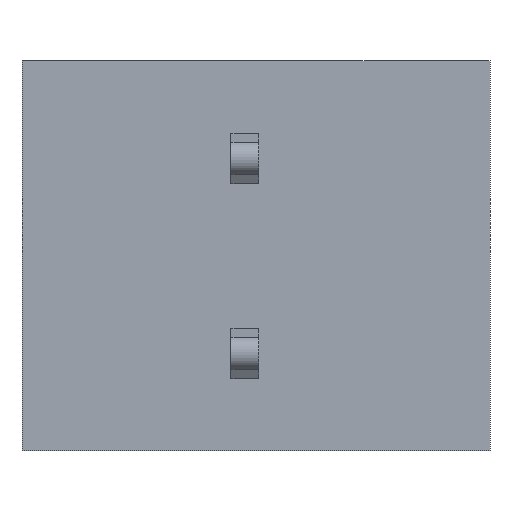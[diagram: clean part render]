
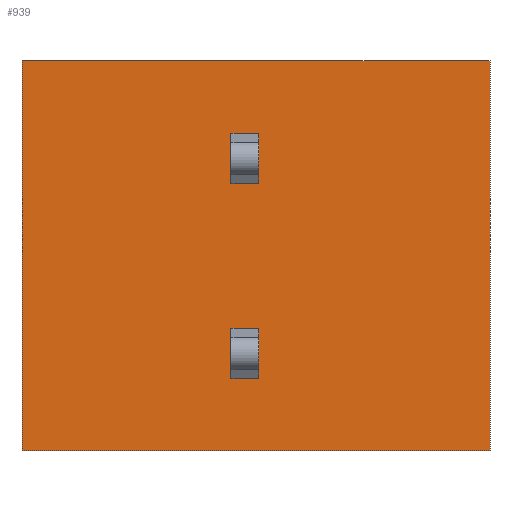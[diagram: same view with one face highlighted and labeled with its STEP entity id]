
A CAD part, front view. The second image highlights one B-rep face of the part: STEP entity #939.
In plain terms, the highlighted planar face has unit normal (0, -1, 0).
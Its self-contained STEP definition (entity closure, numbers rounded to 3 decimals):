
#37=DIRECTION('',(1.,0.,0.));
#38=VECTOR('',#37,8.4);
#39=CARTESIAN_POINT('',(-4.2,-7.7,-5.25));
#40=LINE('',#39,#38);
#81=DIRECTION('',(0.,0.,1.));
#82=VECTOR('',#81,7.);
#83=CARTESIAN_POINT('',(4.2,-7.7,-5.25));
#84=LINE('',#83,#82);
#85=DIRECTION('',(0.,0.,1.));
#86=VECTOR('',#85,7.);
#87=CARTESIAN_POINT('',(-4.2,-7.7,-5.25));
#88=LINE('',#87,#86);
#89=DIRECTION('',(0.,0.,1.));
#90=VECTOR('',#89,0.9);
#91=CARTESIAN_POINT('',(-0.45,-7.7,-0.45));
#92=LINE('',#91,#90);
#93=DIRECTION('',(-1.,0.,0.));
#94=VECTOR('',#93,0.5);
#95=CARTESIAN_POINT('',(0.05,-7.7,-0.45));
#96=LINE('',#95,#94);
#97=DIRECTION('',(0.,0.,1.));
#98=VECTOR('',#97,0.9);
#99=CARTESIAN_POINT('',(0.05,-7.7,-0.45));
#100=LINE('',#99,#98);
#101=DIRECTION('',(-1.,0.,0.));
#102=VECTOR('',#101,0.5);
#103=CARTESIAN_POINT('',(0.05,-7.7,0.45));
#104=LINE('',#103,#102);
#105=DIRECTION('',(0.,0.,1.));
#106=VECTOR('',#105,0.9);
#107=CARTESIAN_POINT('',(-0.45,-7.7,-3.95));
#108=LINE('',#107,#106);
#109=DIRECTION('',(-1.,0.,0.));
#110=VECTOR('',#109,0.5);
#111=CARTESIAN_POINT('',(0.05,-7.7,-3.95));
#112=LINE('',#111,#110);
#113=DIRECTION('',(0.,0.,1.));
#114=VECTOR('',#113,0.9);
#115=CARTESIAN_POINT('',(0.05,-7.7,-3.95));
#116=LINE('',#115,#114);
#117=DIRECTION('',(-1.,0.,0.));
#118=VECTOR('',#117,0.5);
#119=CARTESIAN_POINT('',(0.05,-7.7,-3.05));
#120=LINE('',#119,#118);
#169=DIRECTION('',(1.,0.,0.));
#170=VECTOR('',#169,8.4);
#171=CARTESIAN_POINT('',(-4.2,-7.7,1.75));
#172=LINE('',#171,#170);
#653=CARTESIAN_POINT('',(-4.2,-7.7,-5.25));
#654=VERTEX_POINT('',#653);
#655=CARTESIAN_POINT('',(4.2,-7.7,-5.25));
#656=VERTEX_POINT('',#655);
#669=CARTESIAN_POINT('',(-4.2,-7.7,1.75));
#670=VERTEX_POINT('',#669);
#671=CARTESIAN_POINT('',(4.2,-7.7,1.75));
#672=VERTEX_POINT('',#671);
#737=CARTESIAN_POINT('',(-0.45,-7.7,-0.45));
#738=CARTESIAN_POINT('',(-0.45,-7.7,0.45));
#739=VERTEX_POINT('',#737);
#740=VERTEX_POINT('',#738);
#741=CARTESIAN_POINT('',(0.05,-7.7,-0.45));
#742=CARTESIAN_POINT('',(0.05,-7.7,0.45));
#743=VERTEX_POINT('',#741);
#744=VERTEX_POINT('',#742);
#761=CARTESIAN_POINT('',(-0.45,-7.7,-3.95));
#762=CARTESIAN_POINT('',(-0.45,-7.7,-3.05));
#763=VERTEX_POINT('',#761);
#764=VERTEX_POINT('',#762);
#765=CARTESIAN_POINT('',(0.05,-7.7,-3.95));
#766=CARTESIAN_POINT('',(0.05,-7.7,-3.05));
#767=VERTEX_POINT('',#765);
#768=VERTEX_POINT('',#766);
#906=CARTESIAN_POINT('',(-4.2,-7.7,-5.25));
#907=DIRECTION('',(0.,-1.,0.));
#908=DIRECTION('',(1.,0.,0.));
#909=AXIS2_PLACEMENT_3D('',#906,#907,#908);
#910=PLANE('',#909);
#911=ORIENTED_EDGE('',*,*,#850,.F.);
#913=ORIENTED_EDGE('',*,*,#912,.T.);
#915=ORIENTED_EDGE('',*,*,#914,.T.);
#916=ORIENTED_EDGE('',*,*,#898,.F.);
#917=EDGE_LOOP('',(#911,#913,#915,#916));
#918=FACE_OUTER_BOUND('',#917,.F.);
#920=ORIENTED_EDGE('',*,*,#919,.F.);
#922=ORIENTED_EDGE('',*,*,#921,.F.);
#924=ORIENTED_EDGE('',*,*,#923,.T.);
#926=ORIENTED_EDGE('',*,*,#925,.T.);
#927=EDGE_LOOP('',(#920,#922,#924,#926));
#928=FACE_BOUND('',#927,.F.);
#930=ORIENTED_EDGE('',*,*,#929,.F.);
#932=ORIENTED_EDGE('',*,*,#931,.F.);
#934=ORIENTED_EDGE('',*,*,#933,.T.);
#936=ORIENTED_EDGE('',*,*,#935,.T.);
#937=EDGE_LOOP('',(#930,#932,#934,#936));
#938=FACE_BOUND('',#937,.F.);
#850=EDGE_CURVE('',#654,#656,#40,.T.);
#898=EDGE_CURVE('',#656,#672,#84,.T.);
#912=EDGE_CURVE('',#654,#670,#88,.T.);
#914=EDGE_CURVE('',#670,#672,#172,.T.);
#919=EDGE_CURVE('',#739,#740,#92,.T.);
#921=EDGE_CURVE('',#743,#739,#96,.T.);
#923=EDGE_CURVE('',#743,#744,#100,.T.);
#925=EDGE_CURVE('',#744,#740,#104,.T.);
#929=EDGE_CURVE('',#763,#764,#108,.T.);
#931=EDGE_CURVE('',#767,#763,#112,.T.);
#933=EDGE_CURVE('',#767,#768,#116,.T.);
#935=EDGE_CURVE('',#768,#764,#120,.T.);
#939=ADVANCED_FACE('',(#918,#928,#938),#910,.T.);
